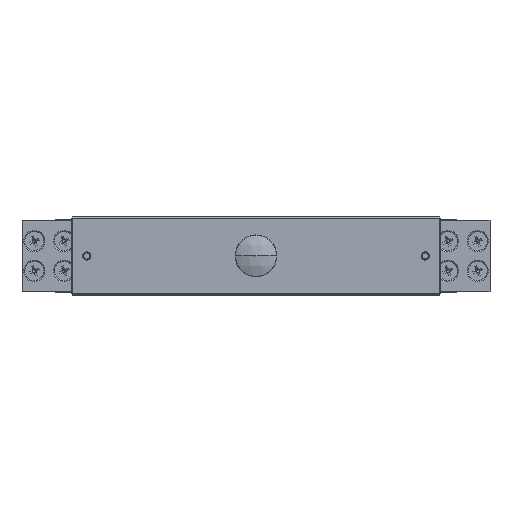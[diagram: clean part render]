
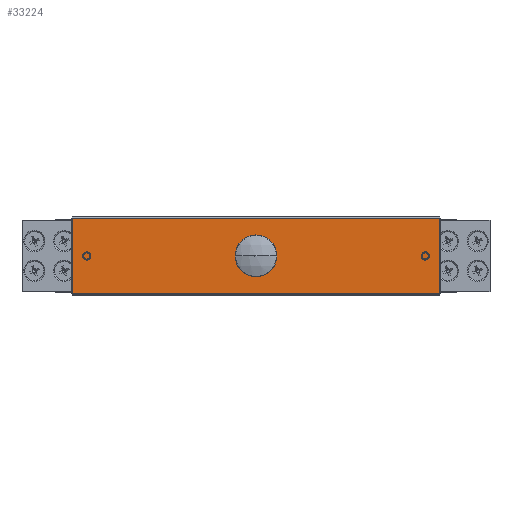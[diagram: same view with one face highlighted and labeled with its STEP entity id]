
A CAD part, top view. The second image highlights one B-rep face of the part: STEP entity #33224.
In plain terms, the highlighted planar face has unit normal (0, 0, 1).
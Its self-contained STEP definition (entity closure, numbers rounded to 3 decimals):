
#482 = VECTOR ( 'NONE', #14403, 1000. ) ;
#951 = ORIENTED_EDGE ( 'NONE', *, *, #63221, .T. ) ;
#1527 = VERTEX_POINT ( 'NONE', #2863 ) ;
#1726 = CIRCLE ( 'NONE', #53876, 4.25 ) ;
#2261 = VECTOR ( 'NONE', #3676, 1000. ) ;
#2477 = DIRECTION ( 'NONE',  ( 0., 0., -1. ) ) ;
#2729 = VERTEX_POINT ( 'NONE', #63392 ) ;
#2863 = CARTESIAN_POINT ( 'NONE',  ( -82.918, 1.441, 38. ) ) ;
#3336 = ORIENTED_EDGE ( 'NONE', *, *, #28817, .T. ) ;
#3639 = DIRECTION ( 'NONE',  ( 0., 1., 0. ) ) ;
#3676 = DIRECTION ( 'NONE',  ( 0.095, 0.996, 0. ) ) ;
#4280 = DIRECTION ( 'NONE',  ( 0., 0., -1. ) ) ;
#4640 = DIRECTION ( 'NONE',  ( -1., 0., 0. ) ) ;
#5309 = AXIS2_PLACEMENT_3D ( 'NONE', #28195, #4280, #4640 ) ;
#5871 = CIRCLE ( 'NONE', #61699, 1.5 ) ;
#6022 = DIRECTION ( 'NONE',  ( 0., -1., 0. ) ) ;
#7685 = VECTOR ( 'NONE', #17445, 1000. ) ;
#8330 = CIRCLE ( 'NONE', #48300, 2. ) ;
#9005 = ORIENTED_EDGE ( 'NONE', *, *, #39236, .F. ) ;
#9625 = CARTESIAN_POINT ( 'NONE',  ( -4.25, 0., 38. ) ) ;
#9979 = EDGE_LOOP ( 'NONE', ( #68587, #29507, #18089, #15227 ) ) ;
#10865 = VERTEX_POINT ( 'NONE', #29424 ) ;
#12057 = DIRECTION ( 'NONE',  ( -1., 0., 0. ) ) ;
#14403 = DIRECTION ( 'NONE',  ( 0., 1., 0. ) ) ;
#14662 = CARTESIAN_POINT ( 'NONE',  ( 80.776, -18.122, 38. ) ) ;
#15227 = ORIENTED_EDGE ( 'NONE', *, *, #36728, .T. ) ;
#15990 = EDGE_CURVE ( 'NONE', #1527, #27325, #68490, .T. ) ;
#16136 = VERTEX_POINT ( 'NONE', #41456 ) ;
#16222 = CIRCLE ( 'NONE', #28391, 1.5 ) ;
#16332 = LINE ( 'NONE', #28493, #7685 ) ;
#17445 = DIRECTION ( 'NONE',  ( -0.062, 0.998, 0. ) ) ;
#17550 = EDGE_CURVE ( 'NONE', #10865, #27888, #74384, .T. ) ;
#17939 = VERTEX_POINT ( 'NONE', #51826 ) ;
#18089 = ORIENTED_EDGE ( 'NONE', *, *, #28669, .T. ) ;
#20350 = CARTESIAN_POINT ( 'NONE',  ( 82.5, 0., 38. ) ) ;
#20710 = DIRECTION ( 'NONE',  ( 0., 0., -1. ) ) ;
#20990 = PLANE ( 'NONE',  #5309 ) ;
#21670 = CARTESIAN_POINT ( 'NONE',  ( -82.5, 0., 38. ) ) ;
#22619 = LINE ( 'NONE', #46508, #51535 ) ;
#27325 = VERTEX_POINT ( 'NONE', #65873 ) ;
#27474 = VERTEX_POINT ( 'NONE', #9625 ) ;
#27709 = CARTESIAN_POINT ( 'NONE',  ( 82.376, 1.996, 38. ) ) ;
#27888 = VERTEX_POINT ( 'NONE', #66171 ) ;
#28180 = VERTEX_POINT ( 'NONE', #32621 ) ;
#28188 = DIRECTION ( 'NONE',  ( 0., 0., -1. ) ) ;
#28195 = CARTESIAN_POINT ( 'NONE',  ( 90., -19., 38. ) ) ;
#28304 = CARTESIAN_POINT ( 'NONE',  ( -82.5, 0., 38. ) ) ;
#28391 = AXIS2_PLACEMENT_3D ( 'NONE', #20350, #49571, #43520 ) ;
#28493 = CARTESIAN_POINT ( 'NONE',  ( 83.708, -19.392, 38. ) ) ;
#28669 = EDGE_CURVE ( 'NONE', #16136, #48381, #40935, .T. ) ;
#28817 = EDGE_CURVE ( 'NONE', #2729, #41267, #72437, .T. ) ;
#29424 = CARTESIAN_POINT ( 'NONE',  ( -82.687, 1.488, 38. ) ) ;
#29507 = ORIENTED_EDGE ( 'NONE', *, *, #50769, .T. ) ;
#29514 = ORIENTED_EDGE ( 'NONE', *, *, #17550, .T. ) ;
#32150 = ORIENTED_EDGE ( 'NONE', *, *, #15990, .F. ) ;
#32621 = CARTESIAN_POINT ( 'NONE',  ( 4.25, 0., 38. ) ) ;
#32649 = LINE ( 'NONE', #60363, #482 ) ;
#33224 = ADVANCED_FACE ( 'NONE', ( #39591, #74171, #61976, #44150 ), #20990, .F. ) ;
#34636 = DIRECTION ( 'NONE',  ( -1., 0., 0. ) ) ;
#34896 = LINE ( 'NONE', #45523, #56939 ) ;
#35557 = CARTESIAN_POINT ( 'NONE',  ( 82.407, 1.497, 38. ) ) ;
#36463 = EDGE_LOOP ( 'NONE', ( #32150, #68093, #29514, #44928 ) ) ;
#36665 = CARTESIAN_POINT ( 'NONE',  ( 0., 0., 38. ) ) ;
#36728 = EDGE_CURVE ( 'NONE', #48381, #58474, #34896, .T. ) ;
#38590 = ORIENTED_EDGE ( 'NONE', *, *, #39994, .F. ) ;
#39236 = EDGE_CURVE ( 'NONE', #51059, #43550, #16332, .T. ) ;
#39359 = EDGE_LOOP ( 'NONE', ( #9005, #38590, #3336, #64041 ) ) ;
#39424 = AXIS2_PLACEMENT_3D ( 'NONE', #21670, #72989, #44817 ) ;
#39591 = FACE_BOUND ( 'NONE', #63225, .T. ) ;
#39994 = EDGE_CURVE ( 'NONE', #2729, #51059, #16222, .T. ) ;
#40101 = DIRECTION ( 'NONE',  ( 1., 0., 0. ) ) ;
#40234 = DIRECTION ( 'NONE',  ( 0., 1., 0. ) ) ;
#40613 = CARTESIAN_POINT ( 'NONE',  ( 82.5, 0., 38. ) ) ;
#40935 = LINE ( 'NONE', #64097, #43535 ) ;
#40970 = DIRECTION ( 'NONE',  ( 0., 0., 1. ) ) ;
#41267 = VERTEX_POINT ( 'NONE', #73127 ) ;
#41438 = CARTESIAN_POINT ( 'NONE',  ( 0., 0., 38. ) ) ;
#41456 = CARTESIAN_POINT ( 'NONE',  ( 89.5, 18.5, 38. ) ) ;
#42972 = AXIS2_PLACEMENT_3D ( 'NONE', #41438, #28188, #34636 ) ;
#43520 = DIRECTION ( 'NONE',  ( 0., 1., 0. ) ) ;
#43535 = VECTOR ( 'NONE', #12057, 1000. ) ;
#43550 = VERTEX_POINT ( 'NONE', #27709 ) ;
#43575 = EDGE_CURVE ( 'NONE', #43550, #41267, #8330, .T. ) ;
#44150 = FACE_BOUND ( 'NONE', #36463, .T. ) ;
#44817 = DIRECTION ( 'NONE',  ( 0., 1., 0. ) ) ;
#44928 = ORIENTED_EDGE ( 'NONE', *, *, #69963, .F. ) ;
#44948 = VECTOR ( 'NONE', #57414, 1000. ) ;
#45523 = CARTESIAN_POINT ( 'NONE',  ( -89.5, -19., 38. ) ) ;
#45831 = DIRECTION ( 'NONE',  ( -0.125, 0.992, 0. ) ) ;
#46013 = EDGE_CURVE ( 'NONE', #10865, #1527, #5871, .T. ) ;
#46508 = CARTESIAN_POINT ( 'NONE',  ( 90., -18.5, 38. ) ) ;
#47724 = VECTOR ( 'NONE', #45831, 1000. ) ;
#48300 = AXIS2_PLACEMENT_3D ( 'NONE', #40613, #40970, #40234 ) ;
#48381 = VERTEX_POINT ( 'NONE', #69161 ) ;
#49160 = DIRECTION ( 'NONE',  ( -1., 0., 0. ) ) ;
#49571 = DIRECTION ( 'NONE',  ( 0., 0., -1. ) ) ;
#50769 = EDGE_CURVE ( 'NONE', #17939, #16136, #32649, .T. ) ;
#51059 = VERTEX_POINT ( 'NONE', #35557 ) ;
#51092 = EDGE_CURVE ( 'NONE', #27474, #28180, #1726, .T. ) ;
#51535 = VECTOR ( 'NONE', #40101, 1000. ) ;
#51544 = CARTESIAN_POINT ( 'NONE',  ( -77.469, -40.041, 38. ) ) ;
#51826 = CARTESIAN_POINT ( 'NONE',  ( 89.5, -18.5, 38. ) ) ;
#53668 = CARTESIAN_POINT ( 'NONE',  ( -89.5, -18.5, 38. ) ) ;
#53876 = AXIS2_PLACEMENT_3D ( 'NONE', #36665, #2477, #49160 ) ;
#53974 = CIRCLE ( 'NONE', #39424, 2. ) ;
#56939 = VECTOR ( 'NONE', #6022, 1000. ) ;
#57414 = DIRECTION ( 'NONE',  ( -0.278, 0.96, 0. ) ) ;
#57785 = CARTESIAN_POINT ( 'NONE',  ( -64.056, -63.644, 38. ) ) ;
#58474 = VERTEX_POINT ( 'NONE', #53668 ) ;
#59935 = CIRCLE ( 'NONE', #42972, 4.25 ) ;
#60363 = CARTESIAN_POINT ( 'NONE',  ( 89.5, -19., 38. ) ) ;
#61324 = ORIENTED_EDGE ( 'NONE', *, *, #51092, .T. ) ;
#61699 = AXIS2_PLACEMENT_3D ( 'NONE', #28304, #20710, #3639 ) ;
#61976 = FACE_OUTER_BOUND ( 'NONE', #9979, .T. ) ;
#63221 = EDGE_CURVE ( 'NONE', #28180, #27474, #59935, .T. ) ;
#63225 = EDGE_LOOP ( 'NONE', ( #61324, #951 ) ) ;
#63392 = CARTESIAN_POINT ( 'NONE',  ( 82.642, 1.493, 38. ) ) ;
#64041 = ORIENTED_EDGE ( 'NONE', *, *, #43575, .F. ) ;
#64097 = CARTESIAN_POINT ( 'NONE',  ( 90., 18.5, 38. ) ) ;
#65873 = CARTESIAN_POINT ( 'NONE',  ( -83.057, 1.921, 38. ) ) ;
#66171 = CARTESIAN_POINT ( 'NONE',  ( -82.749, 1.984, 38. ) ) ;
#68093 = ORIENTED_EDGE ( 'NONE', *, *, #46013, .F. ) ;
#68490 = LINE ( 'NONE', #57785, #44948 ) ;
#68587 = ORIENTED_EDGE ( 'NONE', *, *, #70877, .T. ) ;
#69161 = CARTESIAN_POINT ( 'NONE',  ( -89.5, 18.5, 38. ) ) ;
#69963 = EDGE_CURVE ( 'NONE', #27325, #27888, #53974, .T. ) ;
#70877 = EDGE_CURVE ( 'NONE', #58474, #17939, #22619, .T. ) ;
#72437 = LINE ( 'NONE', #14662, #2261 ) ;
#72989 = DIRECTION ( 'NONE',  ( 0., 0., 1. ) ) ;
#73127 = CARTESIAN_POINT ( 'NONE',  ( 82.689, 1.991, 38. ) ) ;
#74171 = FACE_BOUND ( 'NONE', #39359, .T. ) ;
#74384 = LINE ( 'NONE', #51544, #47724 ) ;
